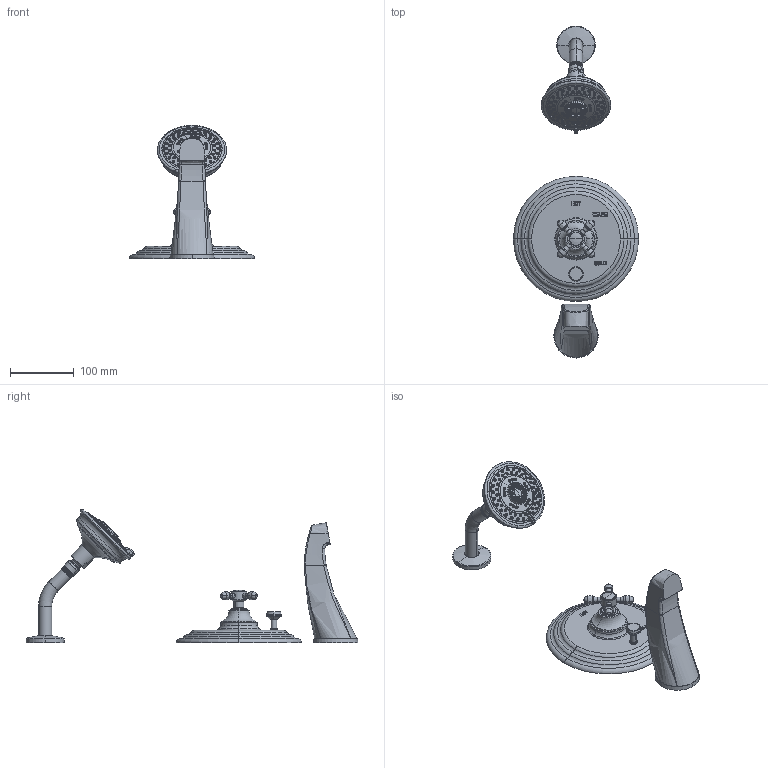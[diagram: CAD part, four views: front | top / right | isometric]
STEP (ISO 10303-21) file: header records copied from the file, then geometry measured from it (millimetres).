
FILE_DESCRIPTION((''),'2;1');
FILE_NAME('3-1642BP','2021-05-27T14:11:48',('jinson.thomas'),(''),'CREO PARAMETRIC BY PTC INC, 2018400','CREO PARAMETRIC BY PTC INC, 2018400','');
FILE_SCHEMA(('CONFIG_CONTROL_DESIGN'));
Length unit declared in the file: inch
Products named in the file (1): 3-1642BP
Bounding box: 196.85 x 522.35 x 209.53 mm (x, y, z)
Volume: 1237257.8 mm3; surface area: 162793.9 mm2
Topology: 4 solids, 4 shells, 1382 faces, 3015 edges, 1810 vertices
Faces by surface type: torus 363, cone 308, plane 248, cylinder 228, bspline 153, extrusion 64, sphere 16, revolution 2
Entity records: 61907 total; most frequent: CARTESIAN_POINT 32825, ORIENTED_EDGE 6006, DIRECTION 5885, EDGE_CURVE 3003, AXIS2_PLACEMENT_3D 2444, VERTEX_POINT 1810, EDGE_LOOP 1579, FACE_OUTER_BOUND 1382
